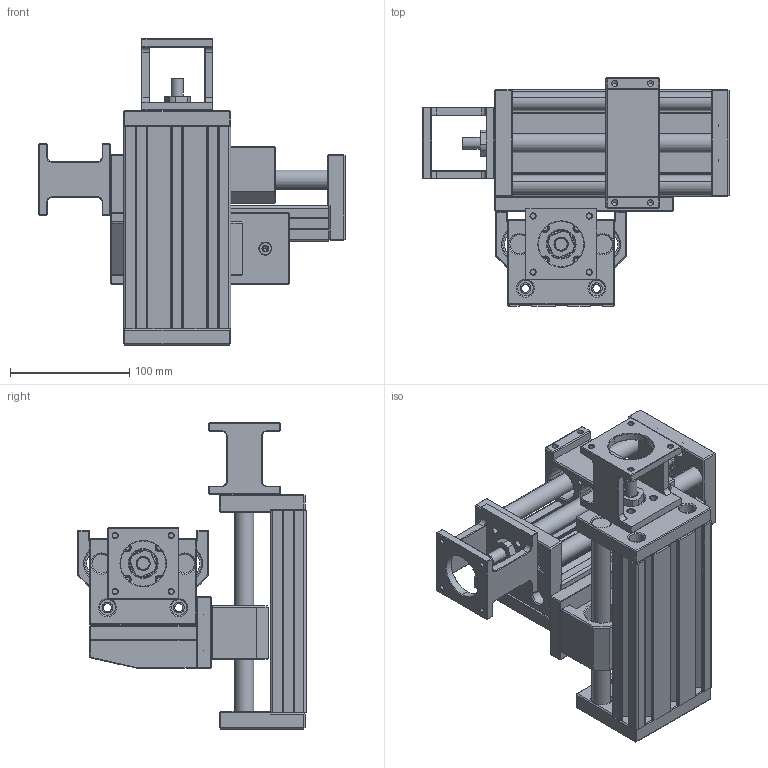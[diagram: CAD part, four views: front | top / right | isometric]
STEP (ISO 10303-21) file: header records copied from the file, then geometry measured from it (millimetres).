
FILE_DESCRIPTION (( 'STEP AP214' ), '1' );
FILE_NAME ('潠眢90唑旋郪磁.step', '2023-07-04T01:01:42', ( '' ), ( '' ), 'SwSTEP 2.0', 'SolidWorks 2020', '' );
FILE_SCHEMA (( 'AUTOMOTIVE_DESIGN' ));
Length unit declared in the file: millimetre
Products named in the file (14): JY90萇儂釱; deep groove ball bearings gb_Rolling bearings 6001 GB 276-94; JY90盓傅啣; JY90賑雄啣; 潠眢90唑旋蟀諉啣1; JY90; JY90萇儂啣; 潠眢90唑旋郪磁; 潠眢90唑旋蟀諉啣3; M12坶蹟簽; 16嫖粣; 潠眢90唑旋蟀諉啣2; 16佪裝; 3090臏倰第
Assembly tree (17 placements, depth 3):
  潠眢90唑旋郪磁
    JY90  x2
      3090臏倰第
      JY90萇儂啣
      deep groove ball bearings gb_Rolling bearings 6001 GB 276-94
      16佪裝
      M12坶蹟簽
      JY90萇儂釱
      JY90盓傅啣
      16嫖粣
      JY90賑雄啣
    潠眢90唑旋蟀諉啣1
    潠眢90唑旋蟀諉啣2
    潠眢90唑旋蟀諉啣3
Bounding box: 257 x 192 x 257 mm (x, y, z)
Volume: 1444543.3 mm3; surface area: 599048.7 mm2
Topology: 27 solids, 27 shells, 2355 faces, 7124 edges, 4513 vertices
Faces by surface type: plane 815, cylinder 666, cone 388, torus 318, sphere 168
Entity records: 34818 total; most frequent: CARTESIAN_POINT 6968, DIRECTION 5784, ORIENTED_EDGE 5500, EDGE_CURVE 2750, AXIS2_PLACEMENT_3D 2131, VERTEX_POINT 1699, VECTOR 1522, LINE 1522
